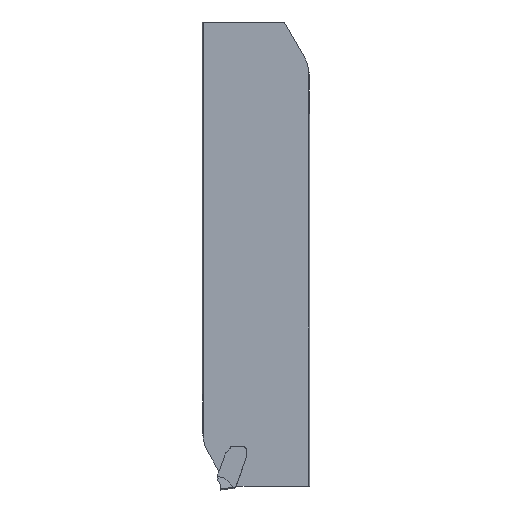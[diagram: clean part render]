
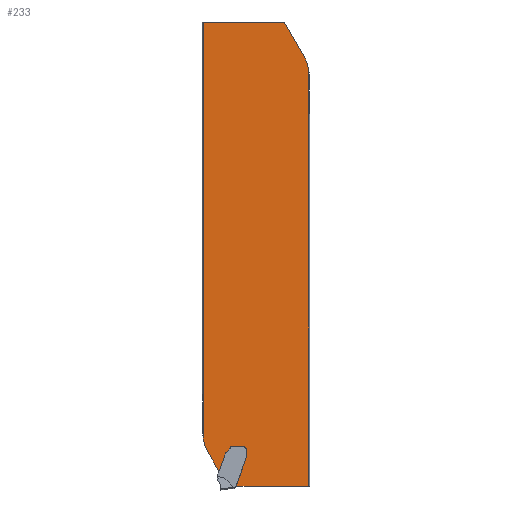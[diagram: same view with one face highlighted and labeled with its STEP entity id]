
A CAD part, left-side view. The second image highlights one B-rep face of the part: STEP entity #233.
In plain terms, the highlighted planar face has unit normal (-1, 0, 0).
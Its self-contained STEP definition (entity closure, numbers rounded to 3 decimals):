
#140=ELLIPSE('',#1626,1.32,1.);
#141=ELLIPSE('',#1630,1.46,1.);
#166=B_SPLINE_CURVE_WITH_KNOTS('',5,(#2268,#2269,#2270,#2271,#2272,#2273),
 .UNSPECIFIED.,.F.,.F.,(6,6),(0.,1.),.UNSPECIFIED.);
#167=B_SPLINE_CURVE_WITH_KNOTS('',5,(#2295,#2296,#2297,#2298,#2299,#2300),
 .UNSPECIFIED.,.F.,.F.,(6,6),(0.,1.),.UNSPECIFIED.);
#197=CIRCLE('',#1621,10.);
#198=CIRCLE('',#1624,0.491);
#199=CIRCLE('',#1625,1.);
#200=CIRCLE('',#1627,0.8);
#201=CIRCLE('',#1628,0.5);
#202=CIRCLE('',#1629,0.75);
#203=CIRCLE('',#1631,10.);
#233=ADVANCED_FACE('SHANKHEAD_FACE_LEFT',(#346),#306,.T.);
#306=PLANE('',#1632);
#346=FACE_OUTER_BOUND('',#421,.T.);
#421=EDGE_LOOP('',(#534,#535,#536,#537,#538,#539,#540,#541,#542,#543,#544,
#545,#546,#547,#548,#549,#550,#551,#552,#553,#554,#555,#556,#557,#558));
#534=ORIENTED_EDGE('',*,*,#1092,.F.);
#535=ORIENTED_EDGE('',*,*,#1090,.T.);
#536=ORIENTED_EDGE('',*,*,#1093,.T.);
#537=ORIENTED_EDGE('',*,*,#1094,.T.);
#538=ORIENTED_EDGE('',*,*,#1095,.F.);
#539=ORIENTED_EDGE('',*,*,#1096,.F.);
#540=ORIENTED_EDGE('',*,*,#1097,.T.);
#541=ORIENTED_EDGE('',*,*,#1098,.T.);
#542=ORIENTED_EDGE('',*,*,#1099,.F.);
#543=ORIENTED_EDGE('',*,*,#1100,.T.);
#544=ORIENTED_EDGE('',*,*,#1101,.F.);
#545=ORIENTED_EDGE('',*,*,#1102,.F.);
#546=ORIENTED_EDGE('',*,*,#1103,.F.);
#547=ORIENTED_EDGE('',*,*,#1104,.T.);
#548=ORIENTED_EDGE('',*,*,#1105,.F.);
#549=ORIENTED_EDGE('',*,*,#1106,.F.);
#550=ORIENTED_EDGE('',*,*,#1107,.F.);
#551=ORIENTED_EDGE('',*,*,#1108,.F.);
#552=ORIENTED_EDGE('',*,*,#1109,.F.);
#553=ORIENTED_EDGE('',*,*,#1110,.T.);
#554=ORIENTED_EDGE('',*,*,#1111,.T.);
#555=ORIENTED_EDGE('',*,*,#1112,.T.);
#556=ORIENTED_EDGE('',*,*,#1113,.T.);
#557=ORIENTED_EDGE('',*,*,#1114,.T.);
#558=ORIENTED_EDGE('',*,*,#1055,.T.);
#915=VERTEX_POINT('',#2174);
#916=VERTEX_POINT('',#2176);
#946=VERTEX_POINT('',#2254);
#947=VERTEX_POINT('',#2256);
#948=VERTEX_POINT('',#2261);
#949=VERTEX_POINT('',#2263);
#950=VERTEX_POINT('',#2265);
#951=VERTEX_POINT('',#2267);
#952=VERTEX_POINT('',#2274);
#953=VERTEX_POINT('',#2276);
#954=VERTEX_POINT('',#2278);
#955=VERTEX_POINT('',#2280);
#956=VERTEX_POINT('',#2282);
#957=VERTEX_POINT('',#2284);
#958=VERTEX_POINT('',#2286);
#959=VERTEX_POINT('',#2288);
#960=VERTEX_POINT('',#2290);
#961=VERTEX_POINT('',#2292);
#962=VERTEX_POINT('',#2294);
#963=VERTEX_POINT('',#2301);
#964=VERTEX_POINT('',#2303);
#965=VERTEX_POINT('',#2305);
#966=VERTEX_POINT('',#2307);
#967=VERTEX_POINT('',#2309);
#968=VERTEX_POINT('',#2311);
#1055=EDGE_CURVE('',#916,#915,#1266,.T.);
#1090=EDGE_CURVE('',#947,#946,#197,.T.);
#1092=EDGE_CURVE('',#947,#915,#1287,.T.);
#1093=EDGE_CURVE('',#946,#948,#1288,.T.);
#1094=EDGE_CURVE('',#948,#949,#198,.T.);
#1095=EDGE_CURVE('',#950,#949,#1289,.T.);
#1096=EDGE_CURVE('',#951,#950,#199,.T.);
#1097=EDGE_CURVE('',#951,#952,#166,.T.);
#1098=EDGE_CURVE('',#952,#953,#140,.T.);
#1099=EDGE_CURVE('',#954,#953,#1290,.T.);
#1100=EDGE_CURVE('',#954,#955,#200,.T.);
#1101=EDGE_CURVE('',#956,#955,#1291,.T.);
#1102=EDGE_CURVE('',#957,#956,#1292,.T.);
#1103=EDGE_CURVE('',#958,#957,#1293,.T.);
#1104=EDGE_CURVE('',#958,#959,#201,.T.);
#1105=EDGE_CURVE('',#960,#959,#202,.T.);
#1106=EDGE_CURVE('',#961,#960,#1294,.T.);
#1107=EDGE_CURVE('',#962,#961,#141,.T.);
#1108=EDGE_CURVE('',#963,#962,#167,.T.);
#1109=EDGE_CURVE('',#964,#963,#1295,.T.);
#1110=EDGE_CURVE('',#964,#965,#1296,.T.);
#1111=EDGE_CURVE('',#965,#966,#1297,.T.);
#1112=EDGE_CURVE('',#966,#967,#203,.T.);
#1113=EDGE_CURVE('',#967,#968,#1298,.T.);
#1114=EDGE_CURVE('',#968,#916,#1299,.T.);
#1266=LINE('',#2175,#1391);
#1287=LINE('',#2259,#1412);
#1288=LINE('',#2260,#1413);
#1289=LINE('',#2264,#1414);
#1290=LINE('',#2277,#1415);
#1291=LINE('',#2281,#1416);
#1292=LINE('',#2283,#1417);
#1293=LINE('',#2285,#1418);
#1294=LINE('',#2291,#1419);
#1295=LINE('',#2302,#1420);
#1296=LINE('',#2304,#1421);
#1297=LINE('',#2306,#1422);
#1298=LINE('',#2310,#1423);
#1299=LINE('',#2312,#1424);
#1391=VECTOR('',#1754,1.);
#1412=VECTOR('',#1813,1.);
#1413=VECTOR('',#1814,1.);
#1414=VECTOR('',#1817,1.);
#1415=VECTOR('',#1822,1.);
#1416=VECTOR('',#1825,1.);
#1417=VECTOR('',#1826,1.);
#1418=VECTOR('',#1827,1.);
#1419=VECTOR('',#1832,1.);
#1420=VECTOR('',#1835,1.);
#1421=VECTOR('',#1836,1.);
#1422=VECTOR('',#1837,1.);
#1423=VECTOR('',#1840,1.);
#1424=VECTOR('',#1841,1.);
#1621=AXIS2_PLACEMENT_3D('',#2255,#1807,#1808);
#1624=AXIS2_PLACEMENT_3D('',#2262,#1815,#1816);
#1625=AXIS2_PLACEMENT_3D('',#2266,#1818,#1819);
#1626=AXIS2_PLACEMENT_3D('',#2275,#1820,#1821);
#1627=AXIS2_PLACEMENT_3D('',#2279,#1823,#1824);
#1628=AXIS2_PLACEMENT_3D('',#2287,#1828,#1829);
#1629=AXIS2_PLACEMENT_3D('',#2289,#1830,#1831);
#1630=AXIS2_PLACEMENT_3D('',#2293,#1833,#1834);
#1631=AXIS2_PLACEMENT_3D('',#2308,#1838,#1839);
#1632=AXIS2_PLACEMENT_3D('',#2313,#1842,#1843);
#1754=DIRECTION('',(0.,1.,0.));
#1807=DIRECTION('',(-1.,0.,0.));
#1808=DIRECTION('',(0.,1.,0.));
#1813=DIRECTION('',(0.,0.,1.));
#1814=DIRECTION('',(0.,-0.5,-0.866));
#1815=DIRECTION('',(-1.,0.,0.));
#1816=DIRECTION('',(0.,1.,0.));
#1817=DIRECTION('',(0.,0.342,-0.94));
#1818=DIRECTION('',(-1.,0.,0.));
#1819=DIRECTION('',(0.,1.,0.));
#1820=DIRECTION('',(1.,0.,0.));
#1821=DIRECTION('',(0.,-0.707,0.707));
#1822=DIRECTION('',(0.,0.707,-0.707));
#1823=DIRECTION('',(-1.,0.,0.));
#1824=DIRECTION('',(0.,1.,0.));
#1825=DIRECTION('',(0.,0.,-1.));
#1826=DIRECTION('',(0.,1.,0.));
#1827=DIRECTION('',(0.,0.,1.));
#1828=DIRECTION('',(-1.,0.,0.));
#1829=DIRECTION('',(0.,1.,0.));
#1830=DIRECTION('',(-1.,0.,0.));
#1831=DIRECTION('',(0.,1.,0.));
#1832=DIRECTION('',(0.,0.,1.));
#1833=DIRECTION('',(-1.,0.,0.));
#1834=DIRECTION('',(0.,0.,-1.));
#1835=DIRECTION('',(0.,-0.342,0.94));
#1836=DIRECTION('',(0.,-1.,0.));
#1837=DIRECTION('',(0.,0.,1.));
#1838=DIRECTION('',(-1.,0.,0.));
#1839=DIRECTION('',(0.,1.,0.));
#1840=DIRECTION('',(0.,0.5,0.866));
#1841=DIRECTION('',(0.,0.,1.));
#1842=DIRECTION('',(-1.,0.,0.));
#1843=DIRECTION('',(0.,1.,0.));
#2174=CARTESIAN_POINT('',(-2.,25.364,0.));
#2175=CARTESIAN_POINT('',(-2.,27.9,0.));
#2176=CARTESIAN_POINT('',(-2.,6.147,0.));
#2254=CARTESIAN_POINT('',(-2.,24.135,-101.291));
#2255=CARTESIAN_POINT('',(-2.,15.475,-96.291));
#2256=CARTESIAN_POINT('',(-2.,25.364,-97.773));
#2259=CARTESIAN_POINT('',(-2.,25.364,-121.));
#2260=CARTESIAN_POINT('',(-2.,15.373,-116.467));
#2261=CARTESIAN_POINT('',(-2.,21.676,-105.55));
#2262=CARTESIAN_POINT('',(-2.,22.019,-105.199));
#2263=CARTESIAN_POINT('',(-2.,21.558,-105.367));
#2264=CARTESIAN_POINT('',(-2.,28.192,-123.594));
#2265=CARTESIAN_POINT('',(-2.,20.165,-101.538));
#2266=CARTESIAN_POINT('',(-2.,19.225,-101.88));
#2267=CARTESIAN_POINT('',(-2.,20.082,-101.365));
#2268=CARTESIAN_POINT('',(-2.,20.082,-101.365));
#2269=CARTESIAN_POINT('',(-2.,20.075,-101.354));
#2270=CARTESIAN_POINT('',(-2.,20.068,-101.343));
#2271=CARTESIAN_POINT('',(-2.,20.061,-101.332));
#2272=CARTESIAN_POINT('',(-2.,20.053,-101.322));
#2273=CARTESIAN_POINT('',(-2.,20.046,-101.311));
#2274=CARTESIAN_POINT('',(-2.,20.046,-101.311));
#2275=CARTESIAN_POINT('',(-2.,19.178,-101.834));
#2276=CARTESIAN_POINT('',(-2.,19.886,-101.127));
#2277=CARTESIAN_POINT('',(-2.,35.179,-116.421));
#2278=CARTESIAN_POINT('',(-2.,19.104,-100.346));
#2279=CARTESIAN_POINT('',(-2.,19.67,-99.78));
#2280=CARTESIAN_POINT('',(-2.,18.87,-99.78));
#2281=CARTESIAN_POINT('',(-2.,18.87,-123.7));
#2282=CARTESIAN_POINT('',(-2.,18.87,-99.68));
#2283=CARTESIAN_POINT('',(-2.,27.9,-99.68));
#2284=CARTESIAN_POINT('',(-2.,15.569,-99.68));
#2285=CARTESIAN_POINT('',(-2.,15.569,-123.7));
#2286=CARTESIAN_POINT('',(-2.,15.569,-99.88));
#2287=CARTESIAN_POINT('',(-2.,15.069,-99.88));
#2288=CARTESIAN_POINT('',(-2.,15.369,-100.28));
#2289=CARTESIAN_POINT('',(-2.,15.819,-100.88));
#2290=CARTESIAN_POINT('',(-2.,15.069,-100.88));
#2291=CARTESIAN_POINT('',(-2.,15.069,-123.7));
#2292=CARTESIAN_POINT('',(-2.,15.069,-101.685));
#2293=CARTESIAN_POINT('',(-2.,16.069,-101.685));
#2294=CARTESIAN_POINT('',(-2.,15.105,-102.072));
#2295=CARTESIAN_POINT('',(-2.,15.13,-102.162));
#2296=CARTESIAN_POINT('',(-2.,15.123,-102.144));
#2297=CARTESIAN_POINT('',(-2.,15.118,-102.127));
#2298=CARTESIAN_POINT('',(-2.,15.113,-102.109));
#2299=CARTESIAN_POINT('',(-2.,15.109,-102.09));
#2300=CARTESIAN_POINT('',(-2.,15.105,-102.072));
#2301=CARTESIAN_POINT('',(-2.,15.13,-102.162));
#2302=CARTESIAN_POINT('',(-2.,23.546,-125.285));
#2303=CARTESIAN_POINT('',(-2.,17.672,-109.148));
#2304=CARTESIAN_POINT('',(-2.,27.9,-109.148));
#2305=CARTESIAN_POINT('',(-2.,0.536,-109.148));
#2306=CARTESIAN_POINT('',(-2.,0.536,-121.));
#2307=CARTESIAN_POINT('',(-2.,0.536,-11.375));
#2308=CARTESIAN_POINT('',(-2.,10.425,-12.857));
#2309=CARTESIAN_POINT('',(-2.,1.765,-7.857));
#2310=CARTESIAN_POINT('',(-2.,-41.863,-83.423));
#2311=CARTESIAN_POINT('',(-2.,6.147,-0.268));
#2312=CARTESIAN_POINT('',(-2.,6.147,-123.7));
#2313=CARTESIAN_POINT('',(-2.,27.9,-123.7));
